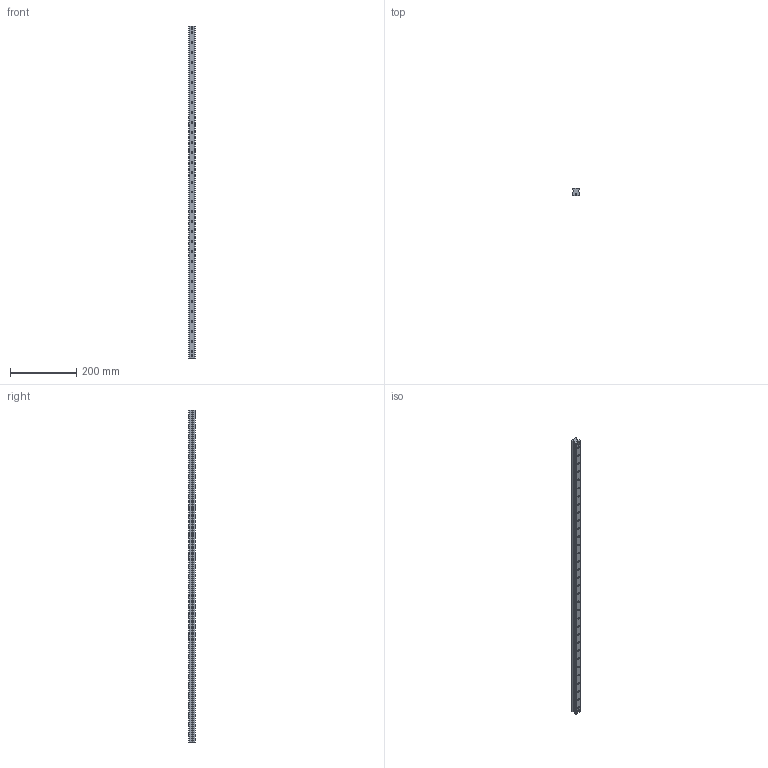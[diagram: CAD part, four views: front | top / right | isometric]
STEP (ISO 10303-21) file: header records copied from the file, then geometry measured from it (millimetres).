
FILE_DESCRIPTION (( 'STEP AP214' ), '1' );
FILE_NAME ('RSW-02-1000-20-20-A3.STEP', '2022-10-16T09:56:49', ( '' ), ( '' ), 'SwSTEP 2.0', 'SolidWorks 2020', '' );
FILE_SCHEMA (( 'AUTOMOTIVE_DESIGN' ));
Length unit declared in the file: millimetre
Products named in the file (1): RSW-02-1000-20-20-A3
Bounding box: 20 x 21 x 1000 mm (x, y, z)
Volume: 328548 mm3; surface area: 101949.6 mm2
Topology: 1 solids, 1 shells, 193 faces, 474 edges, 316 vertices
Faces by surface type: cylinder 136, plane 57
Entity records: 6006 total; most frequent: DIRECTION 1134, CARTESIAN_POINT 984, ORIENTED_EDGE 948, EDGE_CURVE 474, AXIS2_PLACEMENT_3D 466, VERTEX_POINT 316, EDGE_LOOP 292, CIRCLE 272
